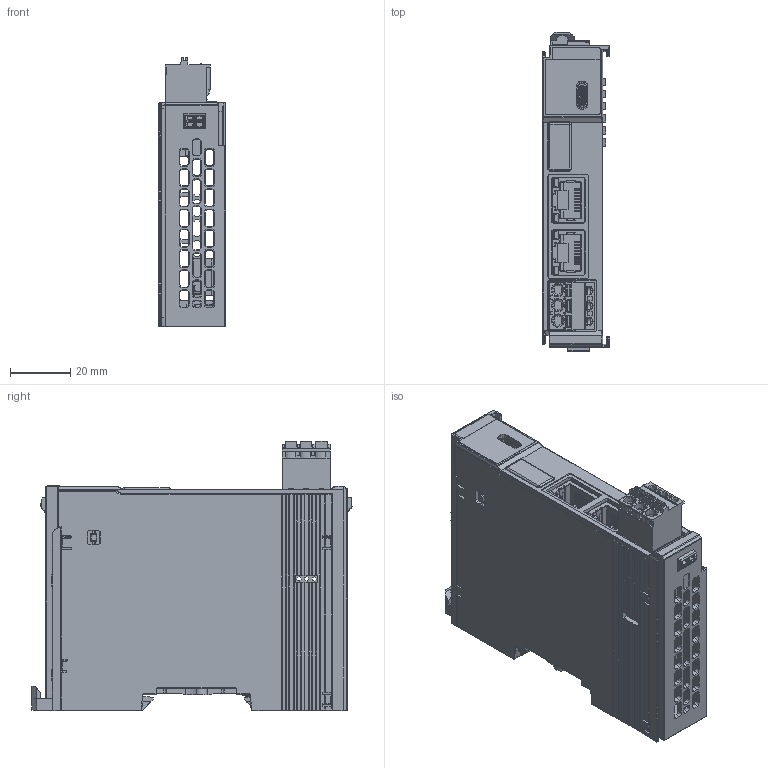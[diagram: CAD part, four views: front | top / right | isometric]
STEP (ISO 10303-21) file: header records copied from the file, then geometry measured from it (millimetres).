
FILE_DESCRIPTION( ('This file contains a STEP AP42 implementation' ,'as created by ZW3D STEP Interface translator.') ,'2;1' );
FILE_NAME( 'HCQX-EC02-0824-勤俋.stp' ,'23 824.145950', (''), ('ZWCAD Software Co.'), 'Version 1.0', 'ZW3D to STEP translator', '' );
FILE_SCHEMA(('AUTOMOTIVE_DESIGN { 1 0 10303 214 1 1 1 1 }'));
Length unit declared in the file: millimetre
Products named in the file (2): 0; HCQX-EC02-0824-勤俋
Bounding box: 22.25 x 106.05 x 89.4 mm (x, y, z)
Volume: 27869 mm3; surface area: 60238.5 mm2
Topology: 48 solids, 52 shells, 6616 faces, 18400 edges, 11921 vertices
Faces by surface type: plane 3791, cylinder 1261, bspline 1205, cone 259, sphere 100
Full cylindrical faces by diameter (mm): 1.4 x2
Entity records: 225313 total; most frequent: CARTESIAN_POINT 53797, ORIENTED_EDGE 36762, DIRECTION 30373, EDGE_CURVE 18397, VECTOR 14025, LINE 14025, VERTEX_POINT 11916, AXIS2_PLACEMENT_3D 8174
